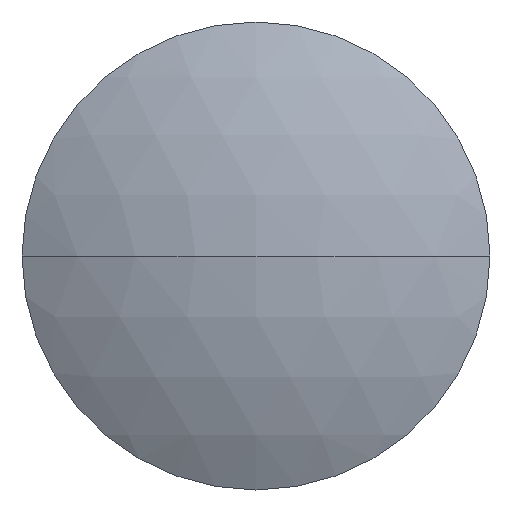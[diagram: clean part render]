
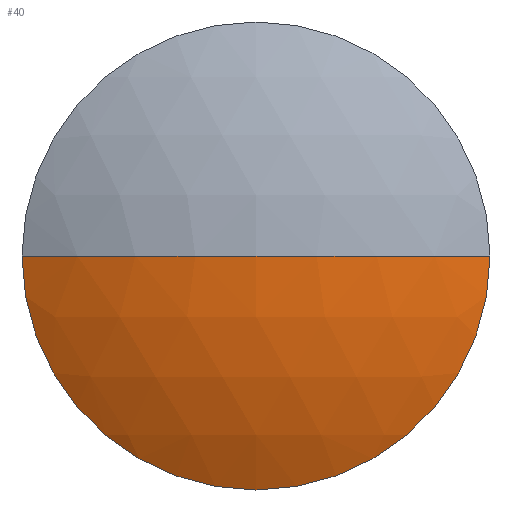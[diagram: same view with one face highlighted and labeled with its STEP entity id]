
A CAD part, left-side view. The second image highlights one B-rep face of the part: STEP entity #40.
In plain terms, the highlighted spherical face has radius 17 mm.
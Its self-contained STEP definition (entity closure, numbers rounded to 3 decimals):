
#6 = DIRECTION ( 'NONE',  ( 0., 0., 1. ) ) ;
#22 = ORIENTED_EDGE ( 'NONE', *, *, #313, .F. ) ;
#35 = AXIS2_PLACEMENT_3D ( 'NONE', #246, #95, #304 ) ;
#40 = ADVANCED_FACE ( 'NONE', ( #106 ), #155, .T. ) ;
#44 = AXIS2_PLACEMENT_3D ( 'NONE', #217, #145, #258 ) ;
#65 = DIRECTION ( 'NONE',  ( 1., 0., 0. ) ) ;
#72 = VERTEX_POINT ( 'NONE', #133 ) ;
#75 = CARTESIAN_POINT ( 'NONE',  ( 13., 0., 0. ) ) ;
#79 = EDGE_CURVE ( 'NONE', #72, #259, #314, .T. ) ;
#84 = CARTESIAN_POINT ( 'NONE',  ( -2., -8., 0. ) ) ;
#87 = CARTESIAN_POINT ( 'NONE',  ( -2., 8., 0. ) ) ;
#95 = DIRECTION ( 'NONE',  ( -1., 0., 0. ) ) ;
#104 = CIRCLE ( 'NONE', #44, 17. ) ;
#106 = FACE_OUTER_BOUND ( 'NONE', #345, .T. ) ;
#114 = CIRCLE ( 'NONE', #35, 8. ) ;
#129 = VERTEX_POINT ( 'NONE', #215 ) ;
#133 = CARTESIAN_POINT ( 'NONE',  ( -2., 0., -8. ) ) ;
#136 = DIRECTION ( 'NONE',  ( 0., 1., 0. ) ) ;
#145 = DIRECTION ( 'NONE',  ( 0., 0., -1. ) ) ;
#155 = SPHERICAL_SURFACE ( 'NONE', #298, 17. ) ;
#177 = ORIENTED_EDGE ( 'NONE', *, *, #296, .T. ) ;
#202 = AXIS2_PLACEMENT_3D ( 'NONE', #351, #242, #210 ) ;
#210 = DIRECTION ( 'NONE',  ( 0., 0., 1. ) ) ;
#215 = CARTESIAN_POINT ( 'NONE',  ( -4., 0., 0. ) ) ;
#217 = CARTESIAN_POINT ( 'NONE',  ( 13., 0., 0. ) ) ;
#224 = CIRCLE ( 'NONE', #348, 17. ) ;
#229 = VERTEX_POINT ( 'NONE', #87 ) ;
#242 = DIRECTION ( 'NONE',  ( -1., 0., 0. ) ) ;
#244 = DIRECTION ( 'NONE',  ( 0., 0., -1. ) ) ;
#246 = CARTESIAN_POINT ( 'NONE',  ( -2., 0., 0. ) ) ;
#258 = DIRECTION ( 'NONE',  ( 0., 1., 0. ) ) ;
#259 = VERTEX_POINT ( 'NONE', #84 ) ;
#264 = ORIENTED_EDGE ( 'NONE', *, *, #323, .T. ) ;
#296 = EDGE_CURVE ( 'NONE', #229, #72, #114, .T. ) ;
#298 = AXIS2_PLACEMENT_3D ( 'NONE', #75, #244, #136 ) ;
#304 = DIRECTION ( 'NONE',  ( 0., 0., 1. ) ) ;
#307 = CARTESIAN_POINT ( 'NONE',  ( 13., 0., 0. ) ) ;
#313 = EDGE_CURVE ( 'NONE', #229, #129, #224, .T. ) ;
#314 = CIRCLE ( 'NONE', #202, 8. ) ;
#323 = EDGE_CURVE ( 'NONE', #259, #129, #104, .T. ) ;
#342 = ORIENTED_EDGE ( 'NONE', *, *, #79, .T. ) ;
#345 = EDGE_LOOP ( 'NONE', ( #177, #342, #264, #22 ) ) ;
#348 = AXIS2_PLACEMENT_3D ( 'NONE', #307, #6, #65 ) ;
#351 = CARTESIAN_POINT ( 'NONE',  ( -2., 0., 0. ) ) ;
